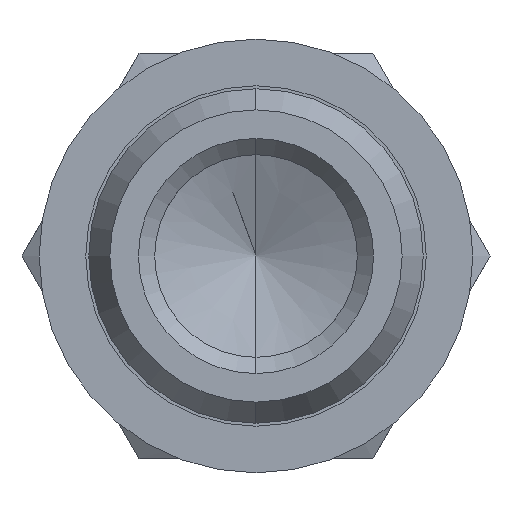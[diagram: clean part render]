
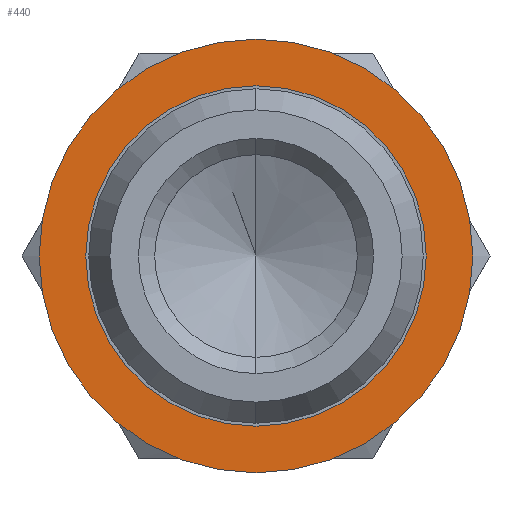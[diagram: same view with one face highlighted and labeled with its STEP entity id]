
A CAD part, front view. The second image highlights one B-rep face of the part: STEP entity #440.
In plain terms, the highlighted planar face has unit normal (0, -1, 0).
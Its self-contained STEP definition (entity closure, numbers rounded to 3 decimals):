
#407 = VERTEX_POINT ( 'NONE', #1248 ) ;
#414 = EDGE_CURVE ( 'NONE', #416, #407, #1240, .T. ) ;
#415 = EDGE_LOOP ( 'NONE', ( #441, #442 ) ) ;
#416 = VERTEX_POINT ( 'NONE', #1283 ) ;
#418 = EDGE_CURVE ( 'NONE', #503, #419, #1281, .T. ) ;
#419 = VERTEX_POINT ( 'NONE', #1095 ) ;
#439 = EDGE_CURVE ( 'NONE', #407, #416, #1367, .T. ) ;
#440 = ADVANCED_FACE ( 'NONE', ( #1368, #1437 ), #1412, .T. ) ;
#441 = ORIENTED_EDGE ( 'NONE', *, *, #439, .T. ) ;
#442 = ORIENTED_EDGE ( 'NONE', *, *, #414, .T. ) ;
#503 = VERTEX_POINT ( 'NONE', #1539 ) ;
#504 = EDGE_LOOP ( 'NONE', ( #505, #507 ) ) ;
#505 = ORIENTED_EDGE ( 'NONE', *, *, #506, .F. ) ;
#506 = EDGE_CURVE ( 'NONE', #419, #503, #1538, .T. ) ;
#507 = ORIENTED_EDGE ( 'NONE', *, *, #418, .F. ) ;
#1095 = CARTESIAN_POINT ( 'NONE',  ( 0., 0., -8.4 ) ) ;
#1240 = CIRCLE ( 'NONE', #1287, 10.7 ) ;
#1248 = CARTESIAN_POINT ( 'NONE',  ( 0., 0., -10.7 ) ) ;
#1277 = DIRECTION ( 'NONE',  ( 0., 0., -1. ) ) ;
#1278 = DIRECTION ( 'NONE',  ( 0., -1., 0. ) ) ;
#1279 = CARTESIAN_POINT ( 'NONE',  ( 0., 0., 0. ) ) ;
#1280 = AXIS2_PLACEMENT_3D ( 'NONE', #1279, #1278, #1277 ) ;
#1281 = CIRCLE ( 'NONE', #1280, 8.4 ) ;
#1283 = CARTESIAN_POINT ( 'NONE',  ( 0., 0., 10.7 ) ) ;
#1284 = DIRECTION ( 'NONE',  ( 0., 0., -1. ) ) ;
#1285 = DIRECTION ( 'NONE',  ( 0., -1., 0. ) ) ;
#1286 = CARTESIAN_POINT ( 'NONE',  ( 0., 0., 0. ) ) ;
#1287 = AXIS2_PLACEMENT_3D ( 'NONE', #1286, #1285, #1284 ) ;
#1366 = CARTESIAN_POINT ( 'NONE',  ( 0., 0., 0. ) ) ;
#1367 = CIRCLE ( 'NONE', #1440, 10.7 ) ;
#1368 = FACE_OUTER_BOUND ( 'NONE', #415, .T. ) ;
#1410 = DIRECTION ( 'NONE',  ( 0., -1., 0. ) ) ;
#1411 = CARTESIAN_POINT ( 'NONE',  ( 8.4, 0., 0. ) ) ;
#1412 = PLANE ( 'NONE',  #1523 ) ;
#1437 = FACE_BOUND ( 'NONE', #504, .T. ) ;
#1438 = DIRECTION ( 'NONE',  ( 0., 0., -1. ) ) ;
#1439 = DIRECTION ( 'NONE',  ( 0., -1., 0. ) ) ;
#1440 = AXIS2_PLACEMENT_3D ( 'NONE', #1366, #1439, #1438 ) ;
#1497 = DIRECTION ( 'NONE',  ( 0., 0., -1. ) ) ;
#1523 = AXIS2_PLACEMENT_3D ( 'NONE', #1411, #1410, #1497 ) ;
#1534 = DIRECTION ( 'NONE',  ( 0., 0., -1. ) ) ;
#1535 = DIRECTION ( 'NONE',  ( 0., -1., 0. ) ) ;
#1536 = CARTESIAN_POINT ( 'NONE',  ( 0., 0., 0. ) ) ;
#1537 = AXIS2_PLACEMENT_3D ( 'NONE', #1536, #1535, #1534 ) ;
#1538 = CIRCLE ( 'NONE', #1537, 8.4 ) ;
#1539 = CARTESIAN_POINT ( 'NONE',  ( 0., 0., 8.4 ) ) ;
